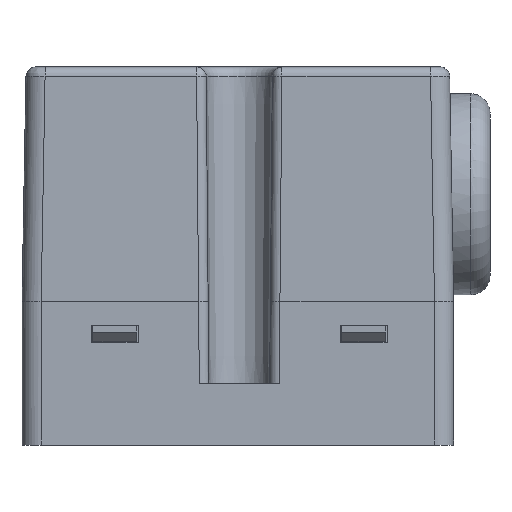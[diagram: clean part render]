
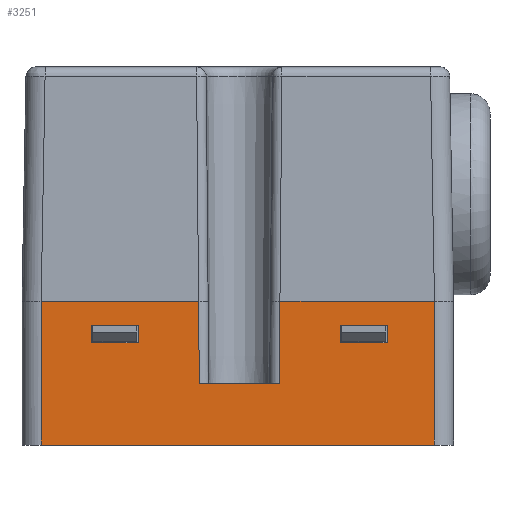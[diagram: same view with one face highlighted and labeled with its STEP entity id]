
A CAD part, left-side view. The second image highlights one B-rep face of the part: STEP entity #3251.
In plain terms, the highlighted planar face has unit normal (-1, 0, 0).
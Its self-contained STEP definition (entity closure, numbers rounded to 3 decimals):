
#3251=ADVANCED_FACE('',(#6444,#6445,#6446),#4901,.T.);
#4901=PLANE('',#34660);
#6444=FACE_BOUND('',#6746,.T.);
#6445=FACE_BOUND('',#6747,.T.);
#6446=FACE_BOUND('',#6748,.T.);
#6746=EDGE_LOOP('',(#10077,#10078,#10079,#10080));
#6747=EDGE_LOOP('',(#10081,#10082,#10083,#10084,#10085,#10086,#10087,#10088));
#6748=EDGE_LOOP('',(#10089,#10090,#10091,#10092));
#10077=ORIENTED_EDGE('',*,*,#21697,.F.);
#10078=ORIENTED_EDGE('',*,*,#22333,.F.);
#10079=ORIENTED_EDGE('',*,*,#22334,.F.);
#10080=ORIENTED_EDGE('',*,*,#22336,.T.);
#10081=ORIENTED_EDGE('',*,*,#22163,.T.);
#10082=ORIENTED_EDGE('',*,*,#22366,.T.);
#10083=ORIENTED_EDGE('',*,*,#22367,.F.);
#10084=ORIENTED_EDGE('',*,*,#22339,.T.);
#10085=ORIENTED_EDGE('',*,*,#22326,.F.);
#10086=ORIENTED_EDGE('',*,*,#22351,.T.);
#10087=ORIENTED_EDGE('',*,*,#22368,.F.);
#10088=ORIENTED_EDGE('',*,*,#22361,.T.);
#10089=ORIENTED_EDGE('',*,*,#21689,.F.);
#10090=ORIENTED_EDGE('',*,*,#22324,.F.);
#10091=ORIENTED_EDGE('',*,*,#22322,.F.);
#10092=ORIENTED_EDGE('',*,*,#22321,.T.);
#18534=VERTEX_POINT('',#45815);
#18535=VERTEX_POINT('',#45817);
#18542=VERTEX_POINT('',#45832);
#18543=VERTEX_POINT('',#45834);
#18913=VERTEX_POINT('',#47117);
#18914=VERTEX_POINT('',#47119);
#19005=VERTEX_POINT('',#47439);
#19006=VERTEX_POINT('',#47443);
#19008=VERTEX_POINT('',#47451);
#19009=VERTEX_POINT('',#47452);
#19014=VERTEX_POINT('',#47464);
#19015=VERTEX_POINT('',#47468);
#19016=VERTEX_POINT('',#47478);
#19023=VERTEX_POINT('',#47500);
#19024=VERTEX_POINT('',#47521);
#19025=VERTEX_POINT('',#47535);
#21689=EDGE_CURVE('',#18534,#18535,#26436,.T.);
#21697=EDGE_CURVE('',#18542,#18543,#26444,.T.);
#22163=EDGE_CURVE('',#18914,#18913,#26763,.T.);
#22321=EDGE_CURVE('',#19005,#18535,#26902,.T.);
#22322=EDGE_CURVE('',#19005,#19006,#26903,.T.);
#22324=EDGE_CURVE('',#19006,#18534,#26905,.T.);
#22326=EDGE_CURVE('',#19008,#19009,#26906,.T.);
#22333=EDGE_CURVE('',#19014,#18542,#26910,.T.);
#22334=EDGE_CURVE('',#19015,#19014,#26911,.T.);
#22336=EDGE_CURVE('',#19015,#18543,#26913,.T.);
#22339=EDGE_CURVE('',#19016,#19009,#26916,.T.);
#22351=EDGE_CURVE('',#19008,#19023,#26925,.T.);
#22361=EDGE_CURVE('',#19024,#18914,#26934,.T.);
#22366=EDGE_CURVE('',#18913,#19025,#26939,.T.);
#22367=EDGE_CURVE('',#19016,#19025,#26940,.T.);
#22368=EDGE_CURVE('',#19024,#19023,#26941,.T.);
#26436=LINE('',#45816,#30462);
#26444=LINE('',#45833,#30470);
#26763=LINE('',#47118,#30789);
#26902=LINE('',#47440,#30928);
#26903=LINE('',#47442,#30929);
#26905=LINE('',#47446,#30931);
#26906=LINE('',#47450,#30932);
#26910=LINE('',#47465,#30936);
#26911=LINE('',#47467,#30937);
#26913=LINE('',#47471,#30939);
#26916=LINE('',#47477,#30942);
#26925=LINE('',#47501,#30951);
#26934=LINE('',#47522,#30960);
#26939=LINE('',#47534,#30965);
#26940=LINE('',#47536,#30966);
#26941=LINE('',#47537,#30967);
#30462=VECTOR('',#36876,1.);
#30470=VECTOR('',#36886,1.);
#30789=VECTOR('',#37491,1.);
#30928=VECTOR('',#37812,1.);
#30929=VECTOR('',#37815,1.);
#30931=VECTOR('',#37819,1.);
#30932=VECTOR('',#37824,1.);
#30936=VECTOR('',#37836,1.);
#30937=VECTOR('',#37839,1.);
#30939=VECTOR('',#37843,1.);
#30942=VECTOR('',#37852,1.);
#30951=VECTOR('',#37875,1.);
#30960=VECTOR('',#37906,1.);
#30965=VECTOR('',#37925,1.);
#30966=VECTOR('',#37926,1.);
#30967=VECTOR('',#37927,1.);
#34660=AXIS2_PLACEMENT_3D('',#47538,#37928,#37929);
#36876=DIRECTION('',(0.,1.,0.));
#36886=DIRECTION('',(0.,1.,0.));
#37491=DIRECTION('',(0.,-1.,0.));
#37812=DIRECTION('',(0.,0.,1.));
#37815=DIRECTION('',(0.,-1.,0.));
#37819=DIRECTION('',(0.,0.,1.));
#37824=DIRECTION('',(0.,-1.,0.));
#37836=DIRECTION('',(0.,0.,1.));
#37839=DIRECTION('',(0.,-1.,0.));
#37843=DIRECTION('',(0.,0.,1.));
#37852=DIRECTION('',(0.,0.009,-1.));
#37875=DIRECTION('',(0.,0.009,1.));
#37906=DIRECTION('',(0.,0.,-1.));
#37925=DIRECTION('',(0.,0.,1.));
#37926=DIRECTION('',(0.,-1.,0.));
#37927=DIRECTION('',(0.,-1.,0.));
#37928=DIRECTION('',(-1.,0.,0.));
#37929=DIRECTION('',(0.,0.,-1.));
#45815=CARTESIAN_POINT('',(-67.202,-24.062,8.3));
#45816=CARTESIAN_POINT('',(-67.202,-21.612,8.3));
#45817=CARTESIAN_POINT('',(-67.202,-19.162,8.3));
#45832=CARTESIAN_POINT('',(-67.202,1.938,8.3));
#45833=CARTESIAN_POINT('',(-67.202,4.388,8.3));
#45834=CARTESIAN_POINT('',(-67.202,6.838,8.3));
#47117=CARTESIAN_POINT('',(-67.202,-29.018,-4.2));
#47118=CARTESIAN_POINT('',(-67.202,5.783,-4.2));
#47119=CARTESIAN_POINT('',(-67.202,12.082,-4.2));
#47439=CARTESIAN_POINT('',(-67.202,-19.162,6.5));
#47440=CARTESIAN_POINT('',(-67.202,-19.162,7.1));
#47442=CARTESIAN_POINT('',(-67.202,-21.612,6.5));
#47443=CARTESIAN_POINT('',(-67.202,-24.062,6.5));
#47446=CARTESIAN_POINT('',(-67.202,-24.062,11.8));
#47450=CARTESIAN_POINT('',(-67.202,5.783,2.2));
#47451=CARTESIAN_POINT('',(-67.202,-4.443,2.2));
#47452=CARTESIAN_POINT('',(-67.202,-12.793,2.2));
#47464=CARTESIAN_POINT('',(-67.202,1.938,6.5));
#47465=CARTESIAN_POINT('',(-67.202,1.938,11.8));
#47467=CARTESIAN_POINT('',(-67.202,4.388,6.5));
#47468=CARTESIAN_POINT('',(-67.202,6.838,6.5));
#47471=CARTESIAN_POINT('',(-67.202,6.838,7.1));
#47477=CARTESIAN_POINT('',(-67.202,-12.812,4.338));
#47478=CARTESIAN_POINT('',(-67.202,-12.868,10.8));
#47500=CARTESIAN_POINT('',(-67.202,-4.368,10.8));
#47501=CARTESIAN_POINT('',(-67.202,-4.423,4.589));
#47521=CARTESIAN_POINT('',(-67.202,12.082,10.8));
#47522=CARTESIAN_POINT('',(-67.202,12.082,4.5));
#47534=CARTESIAN_POINT('',(-67.202,-29.018,10.8));
#47535=CARTESIAN_POINT('',(-67.202,-29.018,10.8));
#47536=CARTESIAN_POINT('',(-67.202,5.783,10.8));
#47537=CARTESIAN_POINT('',(-67.202,5.783,10.8));
#47538=CARTESIAN_POINT('',(-67.202,5.783,4.5));
